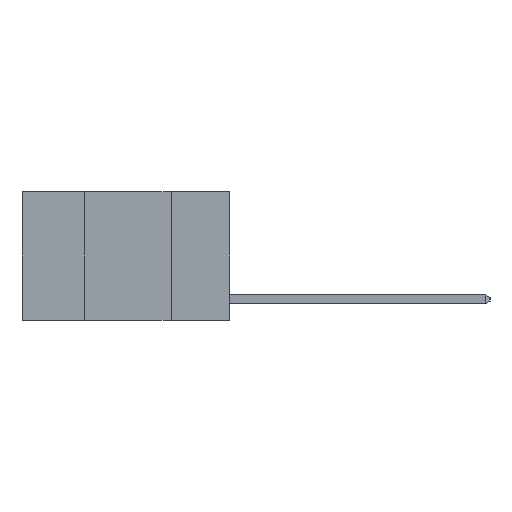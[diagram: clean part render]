
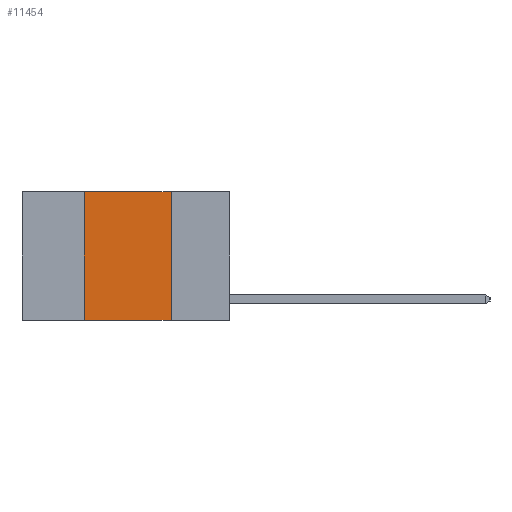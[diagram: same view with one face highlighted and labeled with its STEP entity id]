
A CAD part, left-side view. The second image highlights one B-rep face of the part: STEP entity #11454.
In plain terms, the highlighted planar face has unit normal (-1, 0, 0).
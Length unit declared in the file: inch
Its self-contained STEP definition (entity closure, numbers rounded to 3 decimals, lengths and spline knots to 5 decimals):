
#115 = CARTESIAN_POINT ( 'NONE',  ( 0., 0.6, -0.37 ) ) ;
#575 = LINE ( 'NONE', #7499, #6730 ) ;
#744 = ORIENTED_EDGE ( 'NONE', *, *, #7399, .T. ) ;
#1352 = LINE ( 'NONE', #115, #10617 ) ;
#1357 = LINE ( 'NONE', #6859, #13713 ) ;
#2618 = VERTEX_POINT ( 'NONE', #3731 ) ;
#2709 = DIRECTION ( 'NONE',  ( 0., 0., 1. ) ) ;
#3279 = CARTESIAN_POINT ( 'NONE',  ( 0., 0.17, 0. ) ) ;
#3407 = CARTESIAN_POINT ( 'NONE',  ( 0., 0.17, 0. ) ) ;
#3731 = CARTESIAN_POINT ( 'NONE',  ( 0., 0.42, -0.37 ) ) ;
#4046 = EDGE_LOOP ( 'NONE', ( #9992, #14881, #9424, #744 ) ) ;
#4883 = PLANE ( 'NONE',  #5774 ) ;
#4910 = LINE ( 'NONE', #3407, #7666 ) ;
#4939 = DIRECTION ( 'NONE',  ( 0., 0., -1. ) ) ;
#5774 = AXIS2_PLACEMENT_3D ( 'NONE', #6057, #11979, #4939 ) ;
#6057 = CARTESIAN_POINT ( 'NONE',  ( 0., 0.6, 0. ) ) ;
#6265 = CARTESIAN_POINT ( 'NONE',  ( 0., 0.17, -0.37 ) ) ;
#6304 = DIRECTION ( 'NONE',  ( 0., -1., 0. ) ) ;
#6730 = VECTOR ( 'NONE', #2709, 39.37008 ) ;
#6859 = CARTESIAN_POINT ( 'NONE',  ( 0., 0.6, 0. ) ) ;
#7399 = EDGE_CURVE ( 'NONE', #2618, #12852, #1352, .T. ) ;
#7499 = CARTESIAN_POINT ( 'NONE',  ( 0., 0.42, 0. ) ) ;
#7666 = VECTOR ( 'NONE', #12885, 39.37008 ) ;
#8078 = DIRECTION ( 'NONE',  ( 0., -1., 0. ) ) ;
#8809 = EDGE_CURVE ( 'NONE', #2618, #14324, #575, .T. ) ;
#9281 = FACE_OUTER_BOUND ( 'NONE', #4046, .T. ) ;
#9424 = ORIENTED_EDGE ( 'NONE', *, *, #8809, .F. ) ;
#9909 = CARTESIAN_POINT ( 'NONE',  ( 0., 0.42, 0. ) ) ;
#9992 = ORIENTED_EDGE ( 'NONE', *, *, #13744, .F. ) ;
#10327 = VERTEX_POINT ( 'NONE', #3279 ) ;
#10617 = VECTOR ( 'NONE', #6304, 39.37008 ) ;
#11454 = ADVANCED_FACE ( 'NONE', ( #9281 ), #4883, .F. ) ;
#11979 = DIRECTION ( 'NONE',  ( 1., 0., 0. ) ) ;
#12852 = VERTEX_POINT ( 'NONE', #6265 ) ;
#12885 = DIRECTION ( 'NONE',  ( 0., 0., -1. ) ) ;
#13713 = VECTOR ( 'NONE', #8078, 39.37008 ) ;
#13744 = EDGE_CURVE ( 'NONE', #10327, #12852, #4910, .T. ) ;
#13946 = EDGE_CURVE ( 'NONE', #14324, #10327, #1357, .T. ) ;
#14324 = VERTEX_POINT ( 'NONE', #9909 ) ;
#14881 = ORIENTED_EDGE ( 'NONE', *, *, #13946, .F. ) ;
